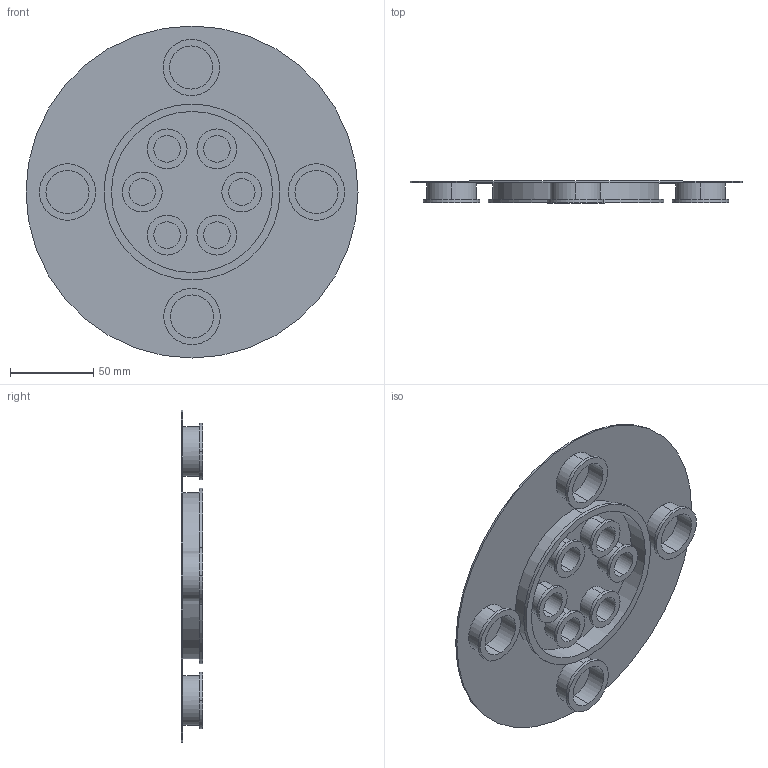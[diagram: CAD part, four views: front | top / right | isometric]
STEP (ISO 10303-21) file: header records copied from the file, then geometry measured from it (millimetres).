
FILE_DESCRIPTION (( 'STEP AP203' ), '1' );
FILE_NAME ('翋极.ST', '2026-01-16T02:56:14', ( '' ), ( '' ), 'SwSTEP 2.0', 'SolidWorks 2024', '' );
FILE_SCHEMA (( 'CONFIG_CONTROL_DESIGN' ));
Length unit declared in the file: millimetre
Products named in the file (1): 主体
Bounding box: 200 x 13 x 200 mm (x, y, z)
Volume: 58782.3 mm3; surface area: 92972.3 mm2
Topology: 1 solids, 1 shells, 103 faces, 204 edges, 136 vertices
Faces by surface type: cylinder 68, plane 35
Entity records: 2811 total; most frequent: DIRECTION 548, CARTESIAN_POINT 444, ORIENTED_EDGE 408, AXIS2_PLACEMENT_3D 240, EDGE_CURVE 204, EDGE_LOOP 136, CIRCLE 136, VERTEX_POINT 136
